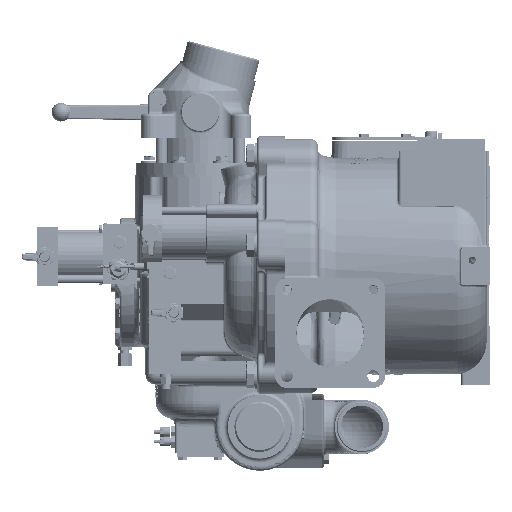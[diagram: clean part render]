
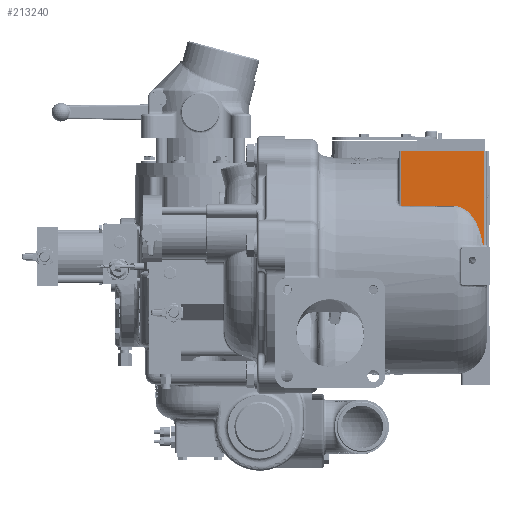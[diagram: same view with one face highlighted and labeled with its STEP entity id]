
A CAD part, left-side view. The second image highlights one B-rep face of the part: STEP entity #213240.
In plain terms, the highlighted planar face has unit normal (-1, 0, 0).
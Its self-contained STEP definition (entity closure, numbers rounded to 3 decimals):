
#4989 = CARTESIAN_POINT ( 'NONE',  ( -107., 105., -150.334 ) ) ;
#4990 = DIRECTION ( 'NONE',  ( 0., 0., -1. ) ) ;
#6082 = VECTOR ( 'NONE', #218132, 1000. ) ;
#6091 = LINE ( 'NONE', #218128, #6082 ) ;
#79581 = AXIS2_PLACEMENT_3D ( 'NONE', #134408, #134443, #134446 ) ;
#109865 = CARTESIAN_POINT ( 'NONE',  ( -107., 7., -150.334 ) ) ;
#109887 = DIRECTION ( 'NONE',  ( 0., 0., 1. ) ) ;
#111095 = CARTESIAN_POINT ( 'NONE',  ( -107., 108., 25.5 ) ) ;
#111097 = DIRECTION ( 'NONE',  ( 0., -1., 0. ) ) ;
#111330 = CARTESIAN_POINT ( 'NONE',  ( -107., 43., 71.141 ) ) ;
#121763 = CARTESIAN_POINT ( 'NONE',  ( -107., 43., 71.141 ) ) ;
#122163 = CARTESIAN_POINT ( 'NONE',  ( -107., 7., 136. ) ) ;
#122249 = CARTESIAN_POINT ( 'NONE',  ( -107., 105., 136. ) ) ;
#134052 = EDGE_LOOP ( 'NONE', ( #282608, #321675, #323215, #321415, #323407, #278517 ) ) ;
#134408 = CARTESIAN_POINT ( 'NONE',  ( -107., 108., -150.334 ) ) ;
#134416 = PLANE ( 'NONE',  #79581 ) ;
#134443 = DIRECTION ( 'NONE',  ( -1., 0., 0. ) ) ;
#134446 = DIRECTION ( 'NONE',  ( 0., -1., 0. ) ) ;
#213240 = ADVANCED_FACE ( 'NONE', ( #225382 ), #134416, .T. ) ;
#215535 = VECTOR ( 'NONE', #109887, 1000. ) ;
#215559 = LINE ( 'NONE', #109865, #215535 ) ;
#215722 = LINE ( 'NONE', #111095, #215725 ) ;
#215725 = VECTOR ( 'NONE', #111097, 1000. ) ;
#215800 = LINE ( 'NONE', #407612, #215802 ) ;
#215802 = VECTOR ( 'NONE', #407618, 1000. ) ;
#218128 = CARTESIAN_POINT ( 'NONE',  ( -107., 108., 71.141 ) ) ;
#218132 = DIRECTION ( 'NONE',  ( 0., -1., 0. ) ) ;
#225382 = FACE_OUTER_BOUND ( 'NONE', #134052, .T. ) ;
#265581 = VERTEX_POINT ( 'NONE', #121763 ) ;
#265842 = VERTEX_POINT ( 'NONE', #122163 ) ;
#265904 = VERTEX_POINT ( 'NONE', #122249 ) ;
#267059 = VERTEX_POINT ( 'NONE', #393816 ) ;
#267725 = VERTEX_POINT ( 'NONE', #394335 ) ;
#268771 = VERTEX_POINT ( 'NONE', #394923 ) ;
#278517 = ORIENTED_EDGE ( 'NONE', *, *, #339715, .T. ) ;
#282608 = ORIENTED_EDGE ( 'NONE', *, *, #358691, .T. ) ;
#321415 = ORIENTED_EDGE ( 'NONE', *, *, #358698, .T. ) ;
#321675 = ORIENTED_EDGE ( 'NONE', *, *, #358682, .T. ) ;
#323215 = ORIENTED_EDGE ( 'NONE', *, *, #358653, .T. ) ;
#323407 = ORIENTED_EDGE ( 'NONE', *, *, #358573, .T. ) ;
#339715 = EDGE_CURVE ( 'NONE', #268771, #265581, #6091, .T. ) ;
#358573 = EDGE_CURVE ( 'NONE', #265904, #268771, #364894, .T. ) ;
#358653 = EDGE_CURVE ( 'NONE', #267059, #265842, #215559, .T. ) ;
#358682 = EDGE_CURVE ( 'NONE', #267725, #267059, #215722, .T. ) ;
#358691 = EDGE_CURVE ( 'NONE', #265581, #267725, #360082, .T. ) ;
#358698 = EDGE_CURVE ( 'NONE', #265842, #265904, #215800, .T. ) ;
#360082 = B_SPLINE_CURVE_WITH_KNOTS ( 'NONE', 3,
 ( #111330, #407212, #407217, #407223, #407229, #407235, #407242, #407248, #407254, #407260, #407266, #407272, #407276, #407282, #407288, #407292, #407298, #407304, #407310, #407316, #407322, #407327, #407332, #407337, #407344, #407350, #407356, #407362, #407366, #407373, #407379, #407384, #407389, #407395 ),
 .UNSPECIFIED., .F., .F.,
 ( 4, 2, 2, 2, 2, 2, 2, 2, 2, 2, 2, 2, 2, 2, 2, 2, 4 ),
 ( 0., 0.004, 0.008, 0.01, 0.012, 0.015, 0.017, 0.019, 0.023, 0.031, 0.033, 0.035, 0.039, 0.046, 0.05, 0.054, 0.062 ),
 .UNSPECIFIED. ) ;
#364894 = LINE ( 'NONE', #4989, #364897 ) ;
#364897 = VECTOR ( 'NONE', #4990, 1000. ) ;
#393816 = CARTESIAN_POINT ( 'NONE',  ( -107., 7., 25.5 ) ) ;
#394335 = CARTESIAN_POINT ( 'NONE',  ( -107., 8.475, 25.5 ) ) ;
#394923 = CARTESIAN_POINT ( 'NONE',  ( -107., 105., 71.141 ) ) ;
#407212 = CARTESIAN_POINT ( 'NONE',  ( -107., 41.686, 71.141 ) ) ;
#407217 = CARTESIAN_POINT ( 'NONE',  ( -107., 40.394, 71.028 ) ) ;
#407223 = CARTESIAN_POINT ( 'NONE',  ( -107., 37.853, 70.592 ) ) ;
#407229 = CARTESIAN_POINT ( 'NONE',  ( -107., 36.604, 70.27 ) ) ;
#407235 = CARTESIAN_POINT ( 'NONE',  ( -107., 34.761, 69.636 ) ) ;
#407242 = CARTESIAN_POINT ( 'NONE',  ( -107., 34.149, 69.397 ) ) ;
#407248 = CARTESIAN_POINT ( 'NONE',  ( -107., 32.948, 68.876 ) ) ;
#407254 = CARTESIAN_POINT ( 'NONE',  ( -107., 32.361, 68.594 ) ) ;
#407260 = CARTESIAN_POINT ( 'NONE',  ( -107., 30.638, 67.689 ) ) ;
#407266 = CARTESIAN_POINT ( 'NONE',  ( -107., 29.538, 67.006 ) ) ;
#407272 = CARTESIAN_POINT ( 'NONE',  ( -107., 27.955, 65.876 ) ) ;
#407276 = CARTESIAN_POINT ( 'NONE',  ( -107., 27.439, 65.482 ) ) ;
#407282 = CARTESIAN_POINT ( 'NONE',  ( -107., 26.427, 64.659 ) ) ;
#407288 = CARTESIAN_POINT ( 'NONE',  ( -107., 25.93, 64.23 ) ) ;
#407292 = CARTESIAN_POINT ( 'NONE',  ( -107., 24.489, 62.908 ) ) ;
#407298 = CARTESIAN_POINT ( 'NONE',  ( -107., 23.587, 61.98 ) ) ;
#407304 = CARTESIAN_POINT ( 'NONE',  ( -107., 21.027, 59.072 ) ) ;
#407310 = CARTESIAN_POINT ( 'NONE',  ( -107., 19.517, 56.972 ) ) ;
#407316 = CARTESIAN_POINT ( 'NONE',  ( -107., 17.825, 54.188 ) ) ;
#407322 = CARTESIAN_POINT ( 'NONE',  ( -107., 17.498, 53.624 ) ) ;
#407327 = CARTESIAN_POINT ( 'NONE',  ( -107., 16.865, 52.49 ) ) ;
#407332 = CARTESIAN_POINT ( 'NONE',  ( -107., 16.56, 51.918 ) ) ;
#407337 = CARTESIAN_POINT ( 'NONE',  ( -107., 15.676, 50.192 ) ) ;
#407344 = CARTESIAN_POINT ( 'NONE',  ( -107., 15.127, 49.025 ) ) ;
#407350 = CARTESIAN_POINT ( 'NONE',  ( -107., 13.586, 45.484 ) ) ;
#407356 = CARTESIAN_POINT ( 'NONE',  ( -107., 12.701, 43.067 ) ) ;
#407362 = CARTESIAN_POINT ( 'NONE',  ( -107., 11.539, 39.378 ) ) ;
#407366 = CARTESIAN_POINT ( 'NONE',  ( -107., 11.18, 38.138 ) ) ;
#407373 = CARTESIAN_POINT ( 'NONE',  ( -107., 10.511, 35.637 ) ) ;
#407379 = CARTESIAN_POINT ( 'NONE',  ( -107., 10.202, 34.375 ) ) ;
#407384 = CARTESIAN_POINT ( 'NONE',  ( -107., 9.347, 30.583 ) ) ;
#407389 = CARTESIAN_POINT ( 'NONE',  ( -107., 8.873, 28.046 ) ) ;
#407395 = CARTESIAN_POINT ( 'NONE',  ( -107., 8.475, 25.5 ) ) ;
#407612 = CARTESIAN_POINT ( 'NONE',  ( -107., 108., 136. ) ) ;
#407618 = DIRECTION ( 'NONE',  ( 0., 1., 0. ) ) ;
